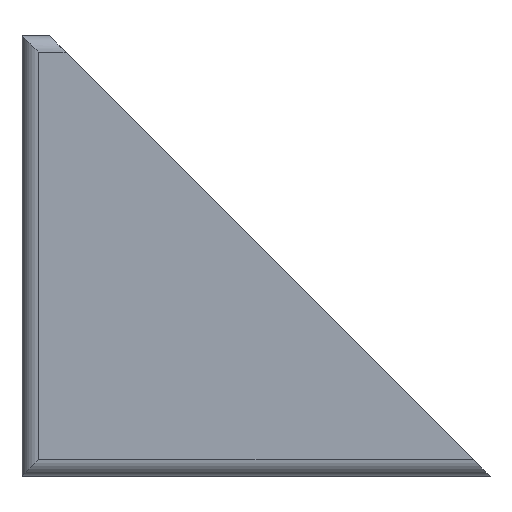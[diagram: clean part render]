
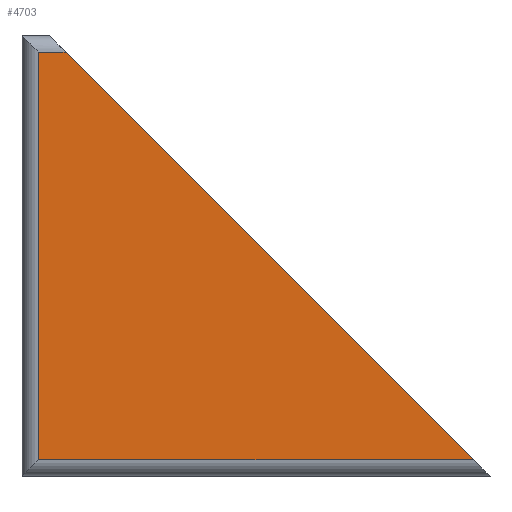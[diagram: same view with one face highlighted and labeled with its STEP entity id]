
A CAD part, top view. The second image highlights one B-rep face of the part: STEP entity #4703.
In plain terms, the highlighted planar face has unit normal (0, 0, 1).
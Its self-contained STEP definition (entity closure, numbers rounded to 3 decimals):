
#1594 = VECTOR ( 'NONE', #1597, 1000. ) ;
#1597 = DIRECTION ( 'NONE',  ( -0.707, 0.707, 0. ) ) ;
#2029 = CARTESIAN_POINT ( 'NONE',  ( 5., 80., 40. ) ) ;
#2030 = LINE ( 'NONE', #2029, #1594 ) ;
#2411 = CARTESIAN_POINT ( 'NONE',  ( 82., 3., 40. ) ) ;
#2436 = CARTESIAN_POINT ( 'NONE',  ( 8., 77., 40. ) ) ;
#2464 = LINE ( 'NONE', #2564, #2573 ) ;
#2564 = CARTESIAN_POINT ( 'NONE',  ( 0., 3., 40. ) ) ;
#2572 = DIRECTION ( 'NONE',  ( 1., 0., 0. ) ) ;
#2573 = VECTOR ( 'NONE', #2572, 1000. ) ;
#2974 = DIRECTION ( 'NONE',  ( 0., -1., 0. ) ) ;
#2975 = VECTOR ( 'NONE', #2974, 1000. ) ;
#2983 = LINE ( 'NONE', #2984, #2975 ) ;
#2984 = CARTESIAN_POINT ( 'NONE',  ( 3., 80., 40. ) ) ;
#2988 = CARTESIAN_POINT ( 'NONE',  ( 3., 3., 40. ) ) ;
#2998 = CARTESIAN_POINT ( 'NONE',  ( 3., 77., 40. ) ) ;
#3015 = VECTOR ( 'NONE', #3023, 1000. ) ;
#3016 = LINE ( 'NONE', #3022, #3015 ) ;
#3017 = DIRECTION ( 'NONE',  ( -1., 0., 0. ) ) ;
#3018 = DIRECTION ( 'NONE',  ( 0., 0., -1. ) ) ;
#3019 = CARTESIAN_POINT ( 'NONE',  ( 0., 80., 40. ) ) ;
#3020 = AXIS2_PLACEMENT_3D ( 'NONE', #3019, #3018, #3017 ) ;
#3021 = PLANE ( 'NONE',  #3020 ) ;
#3022 = CARTESIAN_POINT ( 'NONE',  ( 0., 77., 40. ) ) ;
#3023 = DIRECTION ( 'NONE',  ( -1., 0., 0. ) ) ;
#3027 = FACE_OUTER_BOUND ( 'NONE', #4673, .T. ) ;
#3781 = EDGE_CURVE ( 'NONE', #3997, #4030, #2030, .T. ) ;
#3997 = VERTEX_POINT ( 'NONE', #2411 ) ;
#4030 = VERTEX_POINT ( 'NONE', #2436 ) ;
#4673 = EDGE_LOOP ( 'NONE', ( #4680, #4706, #4697, #4691 ) ) ;
#4677 = VERTEX_POINT ( 'NONE', #2988 ) ;
#4680 = ORIENTED_EDGE ( 'NONE', *, *, #4698, .T. ) ;
#4682 = VERTEX_POINT ( 'NONE', #2998 ) ;
#4691 = ORIENTED_EDGE ( 'NONE', *, *, #4705, .T. ) ;
#4697 = ORIENTED_EDGE ( 'NONE', *, *, #3781, .T. ) ;
#4698 = EDGE_CURVE ( 'NONE', #4682, #4677, #2983, .T. ) ;
#4700 = EDGE_CURVE ( 'NONE', #4677, #3997, #2464, .T. ) ;
#4703 = ADVANCED_FACE ( 'NONE', ( #3027 ), #3021, .F. ) ;
#4705 = EDGE_CURVE ( 'NONE', #4030, #4682, #3016, .T. ) ;
#4706 = ORIENTED_EDGE ( 'NONE', *, *, #4700, .T. ) ;
